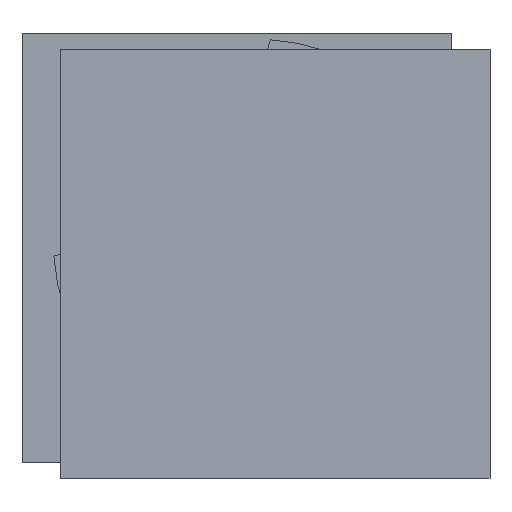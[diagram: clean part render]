
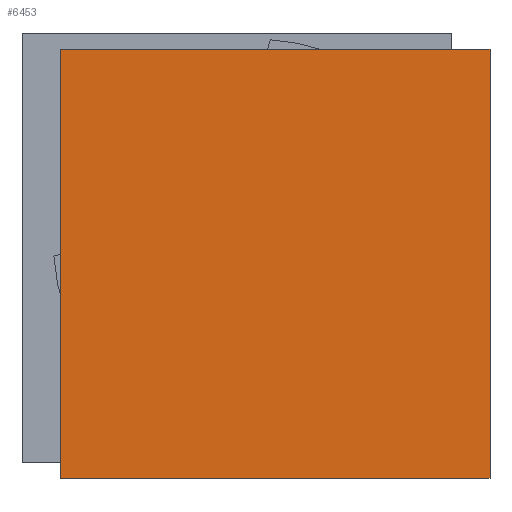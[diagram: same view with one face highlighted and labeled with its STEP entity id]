
A CAD part, front view. The second image highlights one B-rep face of the part: STEP entity #6453.
In plain terms, the highlighted planar face has unit normal (0, -1, 0).
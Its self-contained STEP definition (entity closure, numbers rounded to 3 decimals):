
#137 = EDGE_CURVE ( 'NONE', #10442, #1240, #6212, .T. ) ;
#343 = EDGE_CURVE ( 'NONE', #1240, #2630, #2902, .T. ) ;
#391 = EDGE_LOOP ( 'NONE', ( #9774, #10298, #9346, #7002 ) ) ;
#1240 = VERTEX_POINT ( 'NONE', #7359 ) ;
#1613 = CARTESIAN_POINT ( 'NONE',  ( 266.7, 0., -266.7 ) ) ;
#1703 = CARTESIAN_POINT ( 'NONE',  ( 0., 0., -266.7 ) ) ;
#2630 = VERTEX_POINT ( 'NONE', #5532 ) ;
#2902 = LINE ( 'NONE', #4654, #6008 ) ;
#3332 = DIRECTION ( 'NONE',  ( 0., 0., -1. ) ) ;
#3473 = CARTESIAN_POINT ( 'NONE',  ( 266.7, 0., 0. ) ) ;
#3962 = EDGE_CURVE ( 'NONE', #2630, #10371, #8490, .T. ) ;
#4654 = CARTESIAN_POINT ( 'NONE',  ( 0., 0., 0. ) ) ;
#4874 = DIRECTION ( 'NONE',  ( 1., 0., 0. ) ) ;
#5532 = CARTESIAN_POINT ( 'NONE',  ( 0., 0., 0. ) ) ;
#5869 = CARTESIAN_POINT ( 'NONE',  ( 0., 0., 0. ) ) ;
#6008 = VECTOR ( 'NONE', #10246, 1000. ) ;
#6212 = LINE ( 'NONE', #1703, #8767 ) ;
#6453 = ADVANCED_FACE ( 'NONE', ( #10505 ), #7898, .T. ) ;
#6461 = EDGE_CURVE ( 'NONE', #10371, #10442, #7001, .T. ) ;
#7001 = LINE ( 'NONE', #9549, #8714 ) ;
#7002 = ORIENTED_EDGE ( 'NONE', *, *, #3962, .F. ) ;
#7359 = CARTESIAN_POINT ( 'NONE',  ( 0., 0., -266.7 ) ) ;
#7898 = PLANE ( 'NONE',  #10053 ) ;
#8302 = VECTOR ( 'NONE', #4874, 1000. ) ;
#8490 = LINE ( 'NONE', #8673, #8302 ) ;
#8673 = CARTESIAN_POINT ( 'NONE',  ( 0., 0., 0. ) ) ;
#8714 = VECTOR ( 'NONE', #10681, 1000. ) ;
#8767 = VECTOR ( 'NONE', #9954, 1000. ) ;
#9346 = ORIENTED_EDGE ( 'NONE', *, *, #6461, .F. ) ;
#9549 = CARTESIAN_POINT ( 'NONE',  ( 266.7, 0., 0. ) ) ;
#9774 = ORIENTED_EDGE ( 'NONE', *, *, #343, .F. ) ;
#9954 = DIRECTION ( 'NONE',  ( -1., 0., 0. ) ) ;
#10053 = AXIS2_PLACEMENT_3D ( 'NONE', #5869, #11571, #3332 ) ;
#10246 = DIRECTION ( 'NONE',  ( 0., 0., 1. ) ) ;
#10298 = ORIENTED_EDGE ( 'NONE', *, *, #137, .F. ) ;
#10371 = VERTEX_POINT ( 'NONE', #3473 ) ;
#10442 = VERTEX_POINT ( 'NONE', #1613 ) ;
#10505 = FACE_OUTER_BOUND ( 'NONE', #391, .T. ) ;
#10681 = DIRECTION ( 'NONE',  ( 0., 0., -1. ) ) ;
#11571 = DIRECTION ( 'NONE',  ( 0., -1., 0. ) ) ;
